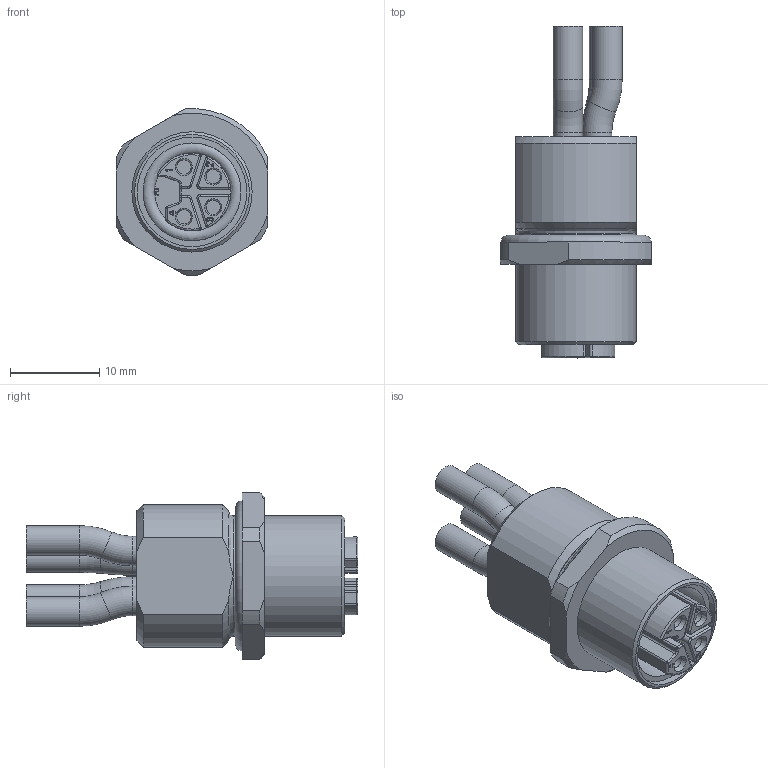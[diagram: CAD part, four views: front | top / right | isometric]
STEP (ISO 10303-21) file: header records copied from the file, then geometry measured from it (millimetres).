
FILE_DESCRIPTION(/* description */ (''),/* implementation_level */ '2;1');
FILE_NAME(/* name */ 'PL-FVM12KU4-m_M16_S5015.stp',/* time_stamp */ '2018-09-28T11:22:12+02:00',/* author */ (''),/* organization */ (''),/* preprocessor_version */ 'ST-DEVELOPER v16',/* originating_system */ 'SIEMENS PLM Software NX 10.0',/* authorisation */ '');
FILE_SCHEMA (('AUTOMOTIVE_DESIGN { 1 0 10303 214 3 1 1 1 }'));
Length unit declared in the file: millimetre
Products named in the file (1): PL-FVM12KU4-m_M16_S5015
Bounding box: 17 x 37.25 x 18.68 mm (x, y, z)
Volume: 4242.2 mm3; surface area: 2758.7 mm2
Topology: 1 solids, 1 shells, 218 faces, 545 edges, 336 vertices
Faces by surface type: plane 90, cylinder 56, extrusion 25, torus 22, cone 14, sphere 11
Full cylindrical faces by diameter (mm): 1.6 x4, 3.3 x8, 11 x1, 12.3 x1, 13.5 x2
Entity records: 6535 total; most frequent: CARTESIAN_POINT 1577, ORIENTED_EDGE 990, DIRECTION 983, EDGE_CURVE 495, AXIS2_PLACEMENT_3D 351, VERTEX_POINT 332, VECTOR 281, EDGE_LOOP 266
